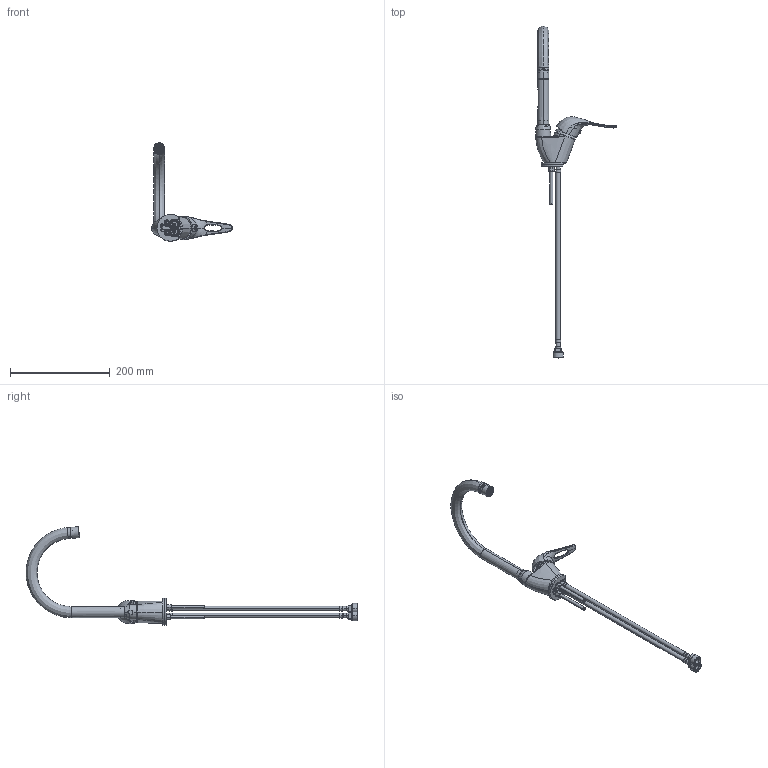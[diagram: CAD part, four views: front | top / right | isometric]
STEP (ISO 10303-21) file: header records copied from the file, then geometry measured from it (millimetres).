
FILE_DESCRIPTION((''),'2;1');
FILE_NAME('ASM0001_ASM','2021-03-02T',('Administrator'),('Globeunion.com'),'PRO/ENGINEER BY PARAMETRIC TECHNOLOGY CORPORATION, 2015280','PRO/ENGINEER BY PARAMETRIC TECHNOLOGY CORPORATION, 2015280','');
FILE_SCHEMA(('CONFIG_CONTROL_DESIGN'));
Products named in the file (29): 106659N-90; 045480; 045635N; 027094; 028101; 023166; 027145; 121177-1; 121177-2; 024134; 511053; 12424X_ASM; 00000; 530046; 058583; 063449; 027204; 021083; 031015; 024020; 058037; 038642; 020005; 042010; 038663_ASM; 027087; 300232NH; 300232NC; ASM0001_ASM
Assembly tree (31 placements, depth 3):
  ASM0001_ASM
    106659N-90
    045480
    12424X_ASM
      045635N
      027094  x2
      028101
      023166
      027145
      121177-1
      121177-2
      024134
      511053
    00000
    530046
    058583
    063449
    027204
    021083  x2
    031015
    024020
    058037  x2
    038663_ASM
      038642
      020005
      042010
    027087
    300232NH
    300232NC
Bounding box: 161.34 x 664.36 x 197.33 mm (x, y, z)
Volume: 203350.5 mm3; surface area: 177924.3 mm2
Topology: 33 solids, 33 shells, 2863 faces, 8137 edges, 5223 vertices
Faces by surface type: cylinder 1317, plane 986, torus 227, bspline 164, cone 164, sphere 3, extrusion 2
Entity records: 128946 total; most frequent: CARTESIAN_POINT 55260, ORIENTED_EDGE 16058, DIRECTION 13756, EDGE_CURVE 8029, VERTEX_POINT 5171, AXIS2_PLACEMENT_3D 4924, VECTOR 3908, LINE 3906
